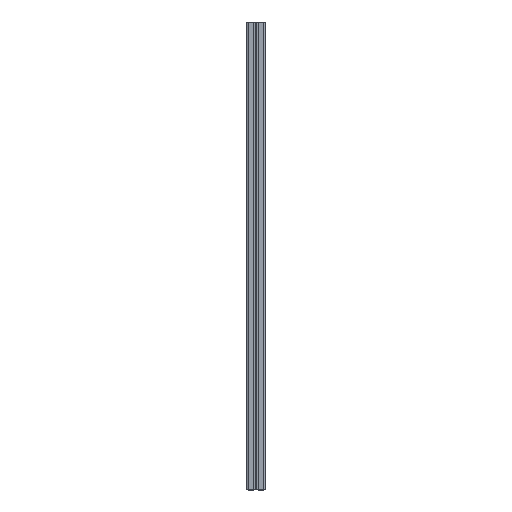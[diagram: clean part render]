
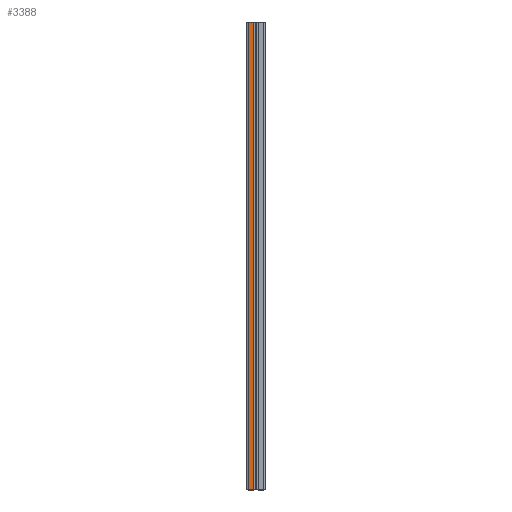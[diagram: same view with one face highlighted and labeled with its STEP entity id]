
A CAD part, top view. The second image highlights one B-rep face of the part: STEP entity #3388.
In plain terms, the highlighted planar face has unit normal (0, 0, 1).
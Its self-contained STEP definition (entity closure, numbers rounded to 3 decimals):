
#639=CARTESIAN_POINT('',(-24.5,1000.0,26.086));
#640=VERTEX_POINT('',#639);
#648=CARTESIAN_POINT('',(-13.3,1000.0,26.086));
#649=VERTEX_POINT('',#648);
#650=CARTESIAN_POINT('',(-24.5,1000.0,26.086));
#651=DIRECTION('',(1.0,0.0,0.0));
#652=VECTOR('',#651,11.2);
#653=LINE('',#650,#652);
#654=EDGE_CURVE('',#640,#649,#653,.T.);
#3346=CARTESIAN_POINT('',(-13.3,0.0,26.086));
#3347=VERTEX_POINT('',#3346);
#3356=CARTESIAN_POINT('',(-13.3,0.0,26.086));
#3357=DIRECTION('',(0.0,1.0,0.0));
#3358=VECTOR('',#3357,1000.0);
#3359=LINE('',#3356,#3358);
#3360=EDGE_CURVE('',#3347,#649,#3359,.T.);
#3365=CARTESIAN_POINT('',(-24.5,0.0,26.086));
#3366=DIRECTION('',(0.0,0.0,1.0));
#3367=DIRECTION('',(1.0,0.0,0.0));
#3368=AXIS2_PLACEMENT_3D('',#3365,#3366,#3367);
#3369=PLANE('',#3368);
#3370=CARTESIAN_POINT('',(-24.5,0.0,26.086));
#3371=VERTEX_POINT('',#3370);
#3372=CARTESIAN_POINT('',(-13.3,0.0,26.086));
#3373=DIRECTION('',(-1.0,0.0,0.0));
#3374=VECTOR('',#3373,11.2);
#3375=LINE('',#3372,#3374);
#3376=EDGE_CURVE('',#3347,#3371,#3375,.T.);
#3377=ORIENTED_EDGE('',*,*,#3376,.F.);
#3378=ORIENTED_EDGE('',*,*,#3360,.T.);
#3379=ORIENTED_EDGE('',*,*,#654,.F.);
#3380=CARTESIAN_POINT('',(-24.5,0.0,26.086));
#3381=DIRECTION('',(0.0,1.0,0.0));
#3382=VECTOR('',#3381,1000.0);
#3383=LINE('',#3380,#3382);
#3384=EDGE_CURVE('',#3371,#640,#3383,.T.);
#3385=ORIENTED_EDGE('',*,*,#3384,.F.);
#3386=EDGE_LOOP('',(#3377,#3378,#3379,#3385));
#3387=FACE_OUTER_BOUND('',#3386,.T.);
#3388=ADVANCED_FACE('',(#3387),#3369,.T.);
